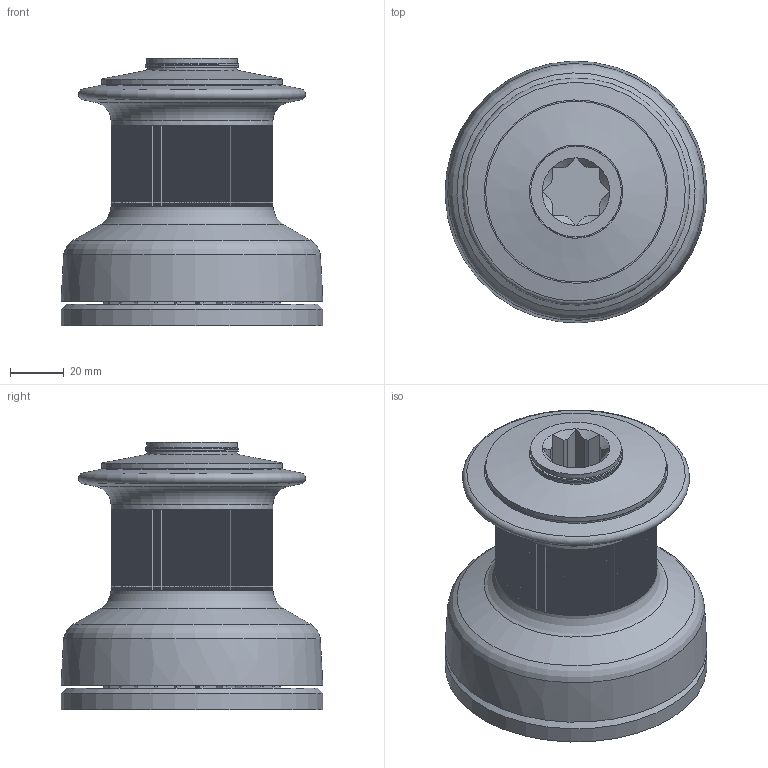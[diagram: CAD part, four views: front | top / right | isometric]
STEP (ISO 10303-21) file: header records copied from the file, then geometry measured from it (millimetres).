
FILE_DESCRIPTION(/* description */ (''),/* implementation_level */ '2;1');
FILE_NAME(/* name */ 'W6.stp',/* time_stamp */ '2021-03-23T12:13:20+01:00',/* author */ ('lucade'),/* organization */ (''),/* preprocessor_version */ 'ST-DEVELOPER v18.1',/* originating_system */ 'Autodesk Inventor 2021',/* authorisation */ '');
FILE_SCHEMA (('AUTOMOTIVE_DESIGN { 1 0 10303 214 3 1 1 }'));
Length unit declared in the file: millimetre
Products named in the file (1): Parte2
Bounding box: 96.97 x 96.97 x 99 mm (x, y, z)
Volume: 400287.5 mm3; surface area: 56434 mm2
Topology: 1 solids, 3 shells, 990 faces, 2493 edges, 1514 vertices
Faces by surface type: plane 888, cylinder 71, cone 24, torus 4, bspline 3
Full cylindrical faces by diameter (mm): 6.5 x5, 12 x5, 31.5 x2, 33.6 x2, 34.5 x1, 48 x1, 60 x1, 66.693 x1, 67 x1, 68 x1, 97 x1
Entity records: 29648 total; most frequent: CARTESIAN_POINT 5494, DIRECTION 5205, ORIENTED_EDGE 4986, EDGE_CURVE 2493, AXIS2_PLACEMENT_3D 1760, LINE 1685, VECTOR 1685, VERTEX_POINT 1514
